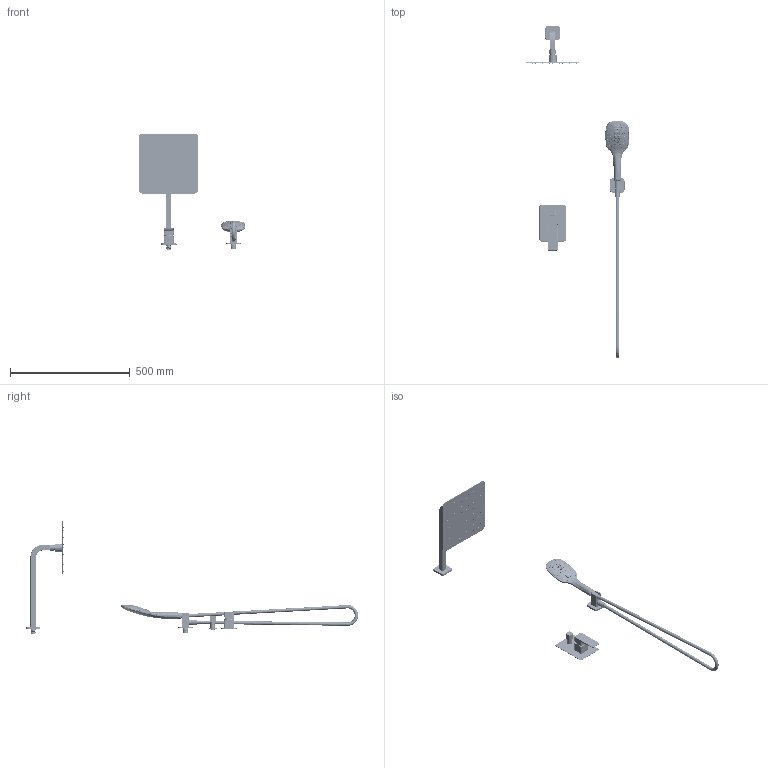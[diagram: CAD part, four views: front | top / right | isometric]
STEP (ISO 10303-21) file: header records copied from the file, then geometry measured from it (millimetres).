
FILE_DESCRIPTION(/* description */ (''),/* implementation_level */ '2;1');
FILE_NAME(/* name */ '5902539813524_stp.stp',/* time_stamp */ '2020-07-27T13:29:36+02:00',/* author */ (''),/* organization */ (''),/* preprocessor_version */ 'ST-DEVELOPER v18.1',/* originating_system */ 'Autodesk Inventor 2020',/* authorisation */ '');
FILE_SCHEMA (('AUTOMOTIVE_DESIGN { 1 0 10303 214 3 1 1 }'));
Products named in the file (1): 5902539813524_dwg
Bounding box: 444.64 x 1385.45 x 485.92 mm (x, y, z)
Surface area: 568984.3 mm2 (no closed solid volume)
Topology: 0 solids, 44 shells, 6458 faces, 17103 edges, 11022 vertices
Faces by surface type: bspline 2484, plane 2321, cylinder 798, cone 620, torus 181, sphere 54
Full cylindrical faces by diameter (mm): 1.6 x6, 1.8 x6, 2.32 x2, 2.493 x112, 2.5 x8, 2.8 x1, 3 x8, 3.3 x6, 3.5 x8, 4 x2, 4.1 x2, 4.2 x2, 6.7 x1, 7.28 x1, 7.85 x1, 8 x2, 9 x1, 9.5 x2, 10 x1, 10.5 x1, 11 x2, 11.3 x1, 12.5 x1, 12.8 x1, 14 x6, 14.7 x1, 14.9 x1, 15 x2, 15.5 x1, 16 x1
Entity records: 595038 total; most frequent: CARTESIAN_POINT 445227, ORIENTED_EDGE 34196, DIRECTION 23840, EDGE_CURVE 17098, VERTEX_POINT 11021, AXIS2_PLACEMENT_3D 9330, EDGE_LOOP 7117, B_SPLINE_CURVE_WITH_KNOTS 6518
